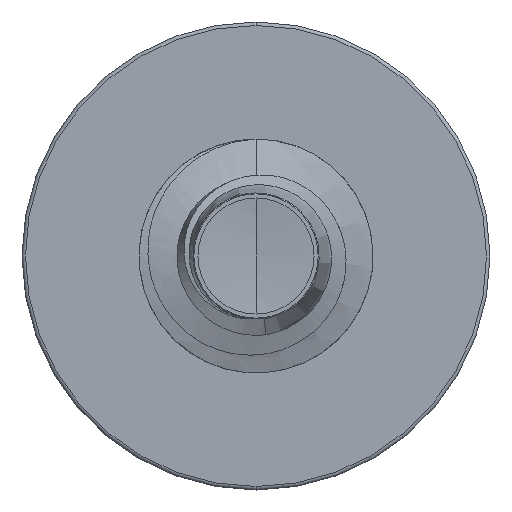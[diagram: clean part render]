
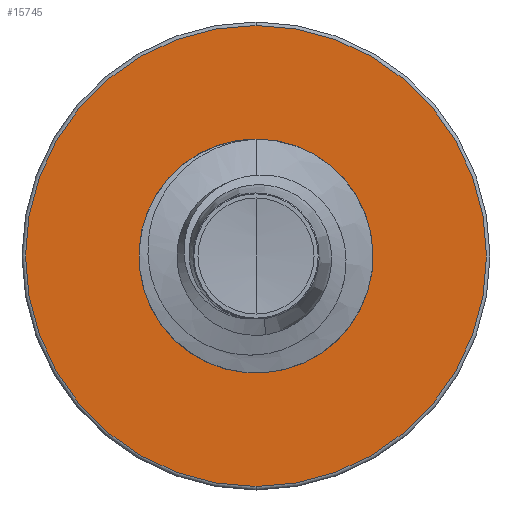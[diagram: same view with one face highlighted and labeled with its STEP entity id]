
A CAD part, front view. The second image highlights one B-rep face of the part: STEP entity #15745.
In plain terms, the highlighted planar face has unit normal (0, -1, 0).
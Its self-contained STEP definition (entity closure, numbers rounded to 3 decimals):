
#2419 = VERTEX_POINT ( 'NONE', #8147 ) ;
#2563 = DIRECTION ( 'NONE',  ( 0., 0., 1. ) ) ;
#2630 = DIRECTION ( 'NONE',  ( 0., 1., 0. ) ) ;
#2652 = CARTESIAN_POINT ( 'NONE',  ( 0., 12.5, 0. ) ) ;
#3071 = VERTEX_POINT ( 'NONE', #7538 ) ;
#4930 = AXIS2_PLACEMENT_3D ( 'NONE', #14655, #14624, #14602 ) ;
#5375 = AXIS2_PLACEMENT_3D ( 'NONE', #15367, #15352, #15318 ) ;
#5591 = AXIS2_PLACEMENT_3D ( 'NONE', #8488, #8485, #8409 ) ;
#6359 = EDGE_LOOP ( 'NONE', ( #13960, #14258 ) ) ;
#6413 = AXIS2_PLACEMENT_3D ( 'NONE', #2652, #2630, #2563 ) ;
#6663 = CARTESIAN_POINT ( 'NONE',  ( 0., 12.5, 4.925 ) ) ;
#6757 = CIRCLE ( 'NONE', #5375, 4.925 ) ;
#7538 = CARTESIAN_POINT ( 'NONE',  ( 0., 12.5, -2.415 ) ) ;
#7641 = FACE_BOUND ( 'NONE', #17098, .T. ) ;
#8028 = AXIS2_PLACEMENT_3D ( 'NONE', #11326, #11110, #11104 ) ;
#8147 = CARTESIAN_POINT ( 'NONE',  ( 0., 12.5, 2.415 ) ) ;
#8262 = CARTESIAN_POINT ( 'NONE',  ( 0., 12.5, -4.925 ) ) ;
#8409 = DIRECTION ( 'NONE',  ( 0., 0., 1. ) ) ;
#8485 = DIRECTION ( 'NONE',  ( 0., 1., 0. ) ) ;
#8488 = CARTESIAN_POINT ( 'NONE',  ( 0., 12.5, 0. ) ) ;
#10178 = CIRCLE ( 'NONE', #6413, 2.415 ) ;
#11104 = DIRECTION ( 'NONE',  ( 0., 0., 1. ) ) ;
#11110 = DIRECTION ( 'NONE',  ( 0., 1., 0. ) ) ;
#11245 = PLANE ( 'NONE',  #8028 ) ;
#11326 = CARTESIAN_POINT ( 'NONE',  ( 0., 12.5, -2.415 ) ) ;
#11363 = CIRCLE ( 'NONE', #5591, 4.925 ) ;
#12956 = ORIENTED_EDGE ( 'NONE', *, *, #16963, .T. ) ;
#13134 = VERTEX_POINT ( 'NONE', #8262 ) ;
#13637 = VERTEX_POINT ( 'NONE', #6663 ) ;
#13960 = ORIENTED_EDGE ( 'NONE', *, *, #16845, .F. ) ;
#13974 = ORIENTED_EDGE ( 'NONE', *, *, #16596, .T. ) ;
#14024 = CIRCLE ( 'NONE', #4930, 2.415 ) ;
#14258 = ORIENTED_EDGE ( 'NONE', *, *, #16928, .F. ) ;
#14602 = DIRECTION ( 'NONE',  ( 0., 0., 1. ) ) ;
#14624 = DIRECTION ( 'NONE',  ( 0., 1., 0. ) ) ;
#14655 = CARTESIAN_POINT ( 'NONE',  ( 0., 12.5, 0. ) ) ;
#15272 = FACE_OUTER_BOUND ( 'NONE', #6359, .T. ) ;
#15318 = DIRECTION ( 'NONE',  ( 0., 0., 1. ) ) ;
#15352 = DIRECTION ( 'NONE',  ( 0., 1., 0. ) ) ;
#15367 = CARTESIAN_POINT ( 'NONE',  ( 0., 12.5, 0. ) ) ;
#15745 = ADVANCED_FACE ( 'NONE', ( #15272, #7641 ), #11245, .F. ) ;
#16596 = EDGE_CURVE ( 'NONE', #2419, #3071, #10178, .T. ) ;
#16845 = EDGE_CURVE ( 'NONE', #13637, #13134, #11363, .T. ) ;
#16928 = EDGE_CURVE ( 'NONE', #13134, #13637, #6757, .T. ) ;
#16963 = EDGE_CURVE ( 'NONE', #3071, #2419, #14024, .T. ) ;
#17098 = EDGE_LOOP ( 'NONE', ( #13974, #12956 ) ) ;
